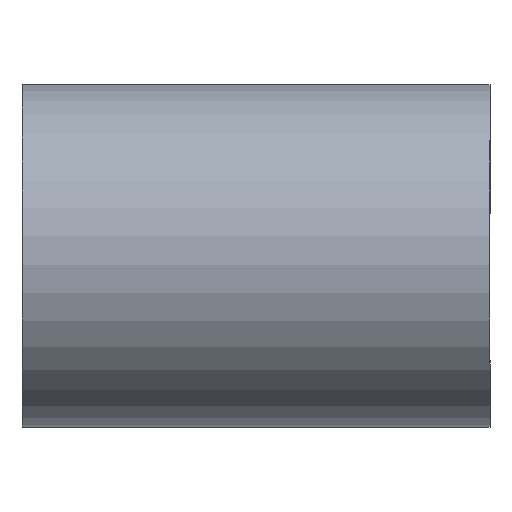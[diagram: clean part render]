
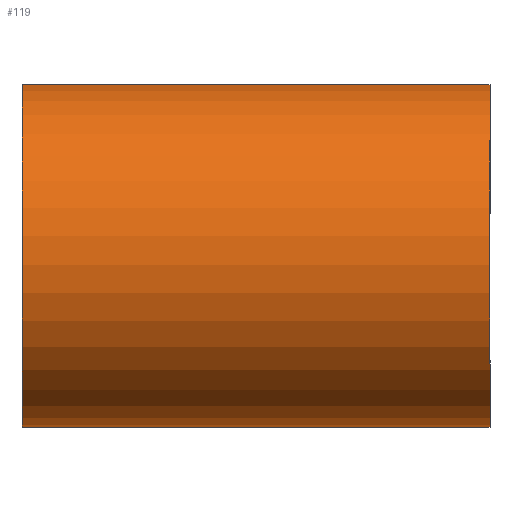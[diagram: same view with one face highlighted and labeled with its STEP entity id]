
A CAD part, left-side view. The second image highlights one B-rep face of the part: STEP entity #119.
In plain terms, the highlighted cylindrical face has radius 3.493 mm (diameter 6.985 mm), a partial arc.
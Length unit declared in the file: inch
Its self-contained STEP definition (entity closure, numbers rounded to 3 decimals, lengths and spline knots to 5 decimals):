
#119=ADVANCED_FACE('',(#161),#147,.T.);
#147=CYLINDRICAL_SURFACE('',#543,0.1375);
#161=FACE_OUTER_BOUND('',#188,.T.);
#188=EDGE_LOOP('',(#283,#284,#285,#286));
#221=LINE('',#758,#252);
#222=LINE('',#762,#253);
#252=VECTOR('',#605,1.);
#253=VECTOR('',#608,1.);
#283=ORIENTED_EDGE('',*,*,#447,.T.);
#284=ORIENTED_EDGE('',*,*,#448,.T.);
#285=ORIENTED_EDGE('',*,*,#449,.T.);
#286=ORIENTED_EDGE('',*,*,#450,.T.);
#409=VERTEX_POINT('',#756);
#410=VERTEX_POINT('',#757);
#411=VERTEX_POINT('',#759);
#412=VERTEX_POINT('',#761);
#447=EDGE_CURVE('',#409,#410,#510,.T.);
#448=EDGE_CURVE('',#410,#411,#221,.T.);
#449=EDGE_CURVE('',#411,#412,#511,.T.);
#450=EDGE_CURVE('',#412,#409,#222,.T.);
#510=CIRCLE('',#541,0.1375);
#511=CIRCLE('',#542,0.1375);
#541=AXIS2_PLACEMENT_3D('',#755,#603,#604);
#542=AXIS2_PLACEMENT_3D('',#760,#606,#607);
#543=AXIS2_PLACEMENT_3D('',#763,#609,#610);
#603=DIRECTION('',(0.,1.,0.));
#604=DIRECTION('',(0.,0.,1.));
#605=DIRECTION('',(0.,1.,0.));
#606=DIRECTION('',(0.,-1.,0.));
#607=DIRECTION('',(0.,0.,-1.));
#608=DIRECTION('',(0.,-1.,0.));
#609=DIRECTION('',(0.,1.,0.));
#610=DIRECTION('',(0.,0.,1.));
#755=CARTESIAN_POINT('',(0.57824,-0.05,-4.92404));
#756=CARTESIAN_POINT('',(0.57824,-0.05,-5.06154));
#757=CARTESIAN_POINT('',(0.70848,-0.05,-4.87996));
#758=CARTESIAN_POINT('',(0.70848,-0.05,-4.87996));
#759=CARTESIAN_POINT('',(0.70848,0.325,-4.87996));
#760=CARTESIAN_POINT('',(0.57824,0.325,-4.92404));
#761=CARTESIAN_POINT('',(0.57824,0.325,-5.06154));
#762=CARTESIAN_POINT('',(0.57824,0.325,-5.06154));
#763=CARTESIAN_POINT('',(0.57824,-0.05,-4.92404));
